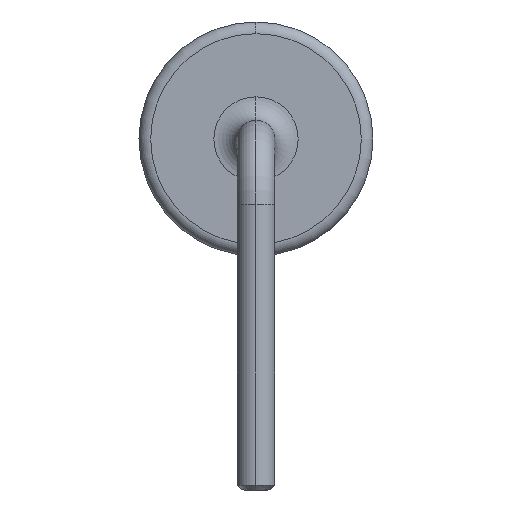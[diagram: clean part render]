
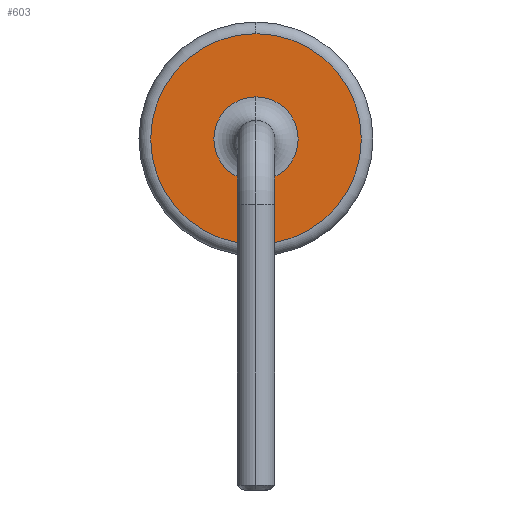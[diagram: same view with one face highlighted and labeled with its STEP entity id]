
A CAD part, left-side view. The second image highlights one B-rep face of the part: STEP entity #603.
In plain terms, the highlighted planar face has unit normal (-1, 0, 0).
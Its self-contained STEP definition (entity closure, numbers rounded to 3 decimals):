
#20 = CARTESIAN_POINT ( 'NONE',  ( -7.5, 0., 4.5 ) ) ;
#25 = CIRCLE ( 'NONE', #283, 2.25 ) ;
#37 = CIRCLE ( 'NONE', #408, 2.25 ) ;
#128 = DIRECTION ( 'NONE',  ( 0., 0., 1. ) ) ;
#193 = CARTESIAN_POINT ( 'NONE',  ( -7.5, 0., 3.6 ) ) ;
#223 = CARTESIAN_POINT ( 'NONE',  ( -7.5, 0., 6.75 ) ) ;
#261 = FACE_OUTER_BOUND ( 'NONE', #905, .T. ) ;
#270 = PLANE ( 'NONE',  #526 ) ;
#283 = AXIS2_PLACEMENT_3D ( 'NONE', #407, #288, #496 ) ;
#288 = DIRECTION ( 'NONE',  ( -1., 0., 0. ) ) ;
#322 = DIRECTION ( 'NONE',  ( 0., 0., 1. ) ) ;
#323 = DIRECTION ( 'NONE',  ( -1., 0., 0. ) ) ;
#344 = CIRCLE ( 'NONE', #748, 0.9 ) ;
#357 = CIRCLE ( 'NONE', #1035, 0.9 ) ;
#360 = EDGE_CURVE ( 'NONE', #798, #1046, #344, .T. ) ;
#365 = VERTEX_POINT ( 'NONE', #223 ) ;
#407 = CARTESIAN_POINT ( 'NONE',  ( -7.5, 0., 4.5 ) ) ;
#408 = AXIS2_PLACEMENT_3D ( 'NONE', #421, #323, #617 ) ;
#421 = CARTESIAN_POINT ( 'NONE',  ( -7.5, 0., 4.5 ) ) ;
#496 = DIRECTION ( 'NONE',  ( 0., 0., 1. ) ) ;
#504 = FACE_BOUND ( 'NONE', #1114, .T. ) ;
#526 = AXIS2_PLACEMENT_3D ( 'NONE', #862, #1262, #1067 ) ;
#579 = ORIENTED_EDGE ( 'NONE', *, *, #1191, .T. ) ;
#603 = ADVANCED_FACE ( 'NONE', ( #504, #261 ), #270, .F. ) ;
#617 = DIRECTION ( 'NONE',  ( 0., 0., 1. ) ) ;
#641 = CARTESIAN_POINT ( 'NONE',  ( -7.5, 0., 5.4 ) ) ;
#655 = ORIENTED_EDGE ( 'NONE', *, *, #1293, .T. ) ;
#748 = AXIS2_PLACEMENT_3D ( 'NONE', #1131, #824, #322 ) ;
#798 = VERTEX_POINT ( 'NONE', #193 ) ;
#824 = DIRECTION ( 'NONE',  ( -1., 0., 0. ) ) ;
#829 = VERTEX_POINT ( 'NONE', #895 ) ;
#856 = ORIENTED_EDGE ( 'NONE', *, *, #889, .F. ) ;
#862 = CARTESIAN_POINT ( 'NONE',  ( -7.5, 0., 3.6 ) ) ;
#889 = EDGE_CURVE ( 'NONE', #1046, #798, #357, .T. ) ;
#895 = CARTESIAN_POINT ( 'NONE',  ( -7.5, 0., 2.25 ) ) ;
#905 = EDGE_LOOP ( 'NONE', ( #579, #655 ) ) ;
#1029 = DIRECTION ( 'NONE',  ( -1., 0., 0. ) ) ;
#1035 = AXIS2_PLACEMENT_3D ( 'NONE', #20, #1029, #128 ) ;
#1046 = VERTEX_POINT ( 'NONE', #641 ) ;
#1067 = DIRECTION ( 'NONE',  ( 0., 0., -1. ) ) ;
#1108 = ORIENTED_EDGE ( 'NONE', *, *, #360, .F. ) ;
#1114 = EDGE_LOOP ( 'NONE', ( #856, #1108 ) ) ;
#1131 = CARTESIAN_POINT ( 'NONE',  ( -7.5, 0., 4.5 ) ) ;
#1191 = EDGE_CURVE ( 'NONE', #365, #829, #25, .T. ) ;
#1262 = DIRECTION ( 'NONE',  ( 1., 0., 0. ) ) ;
#1293 = EDGE_CURVE ( 'NONE', #829, #365, #37, .T. ) ;
